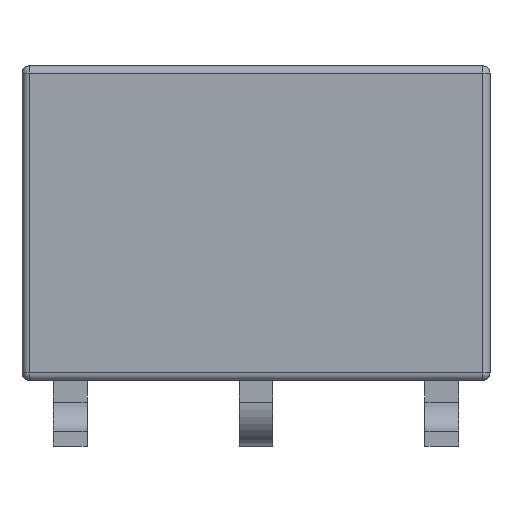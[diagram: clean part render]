
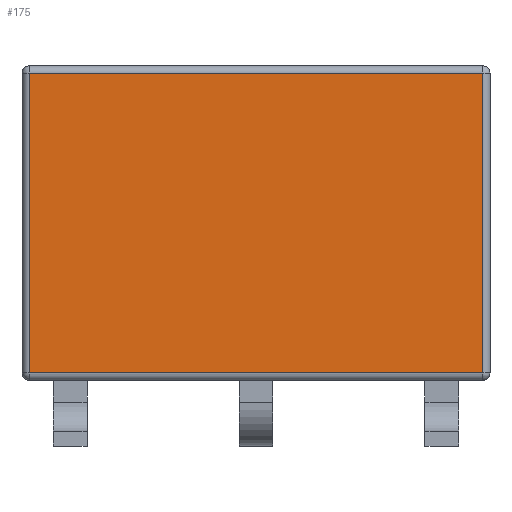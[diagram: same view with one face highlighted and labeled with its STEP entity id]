
A CAD part, left-side view. The second image highlights one B-rep face of the part: STEP entity #175.
In plain terms, the highlighted planar face has unit normal (-1, 0, 0).
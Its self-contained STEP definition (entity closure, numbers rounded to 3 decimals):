
#136=CARTESIAN_POINT('',(-3.2,3.1,5.1));
#137=VERTEX_POINT('',#136);
#138=CARTESIAN_POINT('',(-3.2,3.1,1.0));
#139=VERTEX_POINT('',#138);
#140=CARTESIAN_POINT('',(-3.2,3.1,5.2));
#141=DIRECTION('',(0.0,0.0,-1.0));
#142=VECTOR('',#141,1.0);
#143=LINE('',#140,#142);
#144=EDGE_CURVE('n� 1220',#137,#139,#143,.T.);
#145=ORIENTED_EDGE('',*,*,#144,.T.);
#146=CARTESIAN_POINT('',(-3.2,-3.1,1.0));
#147=VERTEX_POINT('',#146);
#148=CARTESIAN_POINT('',(-3.2,-3.2,1.0));
#149=DIRECTION('',(0.0,-1.0,0.0));
#150=VECTOR('',#149,1.0);
#151=LINE('',#148,#150);
#152=EDGE_CURVE('n� 1223',#139,#147,#151,.T.);
#153=ORIENTED_EDGE('',*,*,#152,.T.);
#154=CARTESIAN_POINT('',(-3.2,-3.1,5.1));
#155=VERTEX_POINT('',#154);
#156=CARTESIAN_POINT('',(-3.2,-3.1,5.2));
#157=DIRECTION('',(0.0,0.0,1.0));
#158=VECTOR('',#157,1.0);
#159=LINE('',#156,#158);
#160=EDGE_CURVE('n� 1212',#147,#155,#159,.T.);
#161=ORIENTED_EDGE('',*,*,#160,.T.);
#162=CARTESIAN_POINT('',(-3.2,3.2,5.1));
#163=DIRECTION('',(-0.0,1.0,0.0));
#164=VECTOR('',#163,1.0);
#165=LINE('',#162,#164);
#166=EDGE_CURVE('n� 1216',#155,#137,#165,.T.);
#167=ORIENTED_EDGE('',*,*,#166,.T.);
#168=EDGE_LOOP('',(#145,#153,#161,#167));
#169=FACE_OUTER_BOUND('',#168,.T.);
#170=CARTESIAN_POINT('',(-3.2,-3.2,5.2));
#171=DIRECTION('',(1.0,0.0,0.0));
#172=DIRECTION('',(0.0,0.0,1.0));
#173=AXIS2_PLACEMENT_3D('',#170,#171,#172);
#174=PLANE('',#173);
#175=ADVANCED_FACE('n� 81',(#169),#174,.F.);
